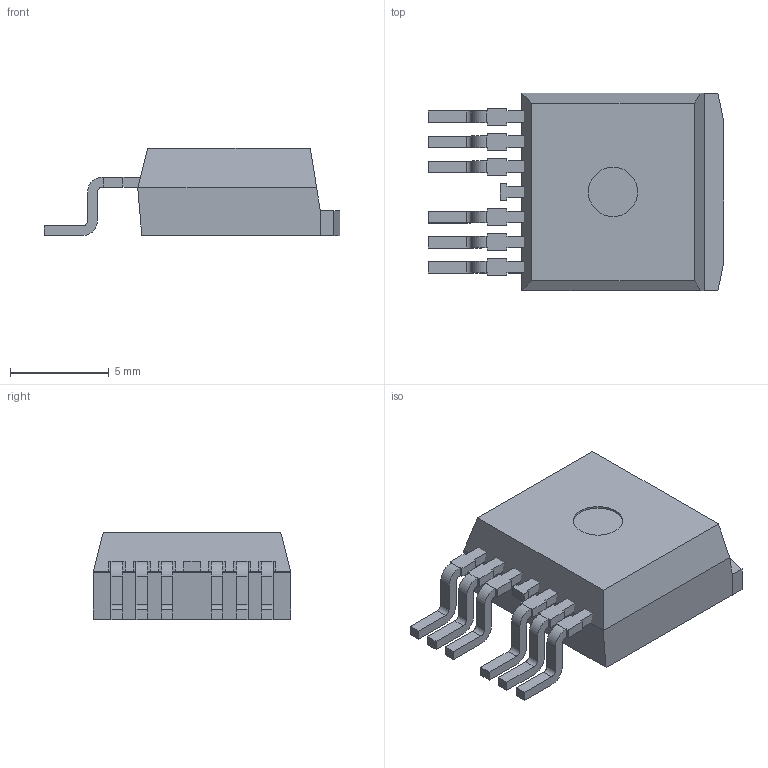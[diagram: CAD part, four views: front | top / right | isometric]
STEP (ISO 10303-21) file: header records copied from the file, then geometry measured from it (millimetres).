
FILE_DESCRIPTION(/* description */ ('model of TO-263-6'),/* implementation_level */ '2;1');
FILE_NAME(/* name */ 'TO-263-6.step',/* time_stamp */ '2023-01-24T23:51:36',/* author */ ('Ray Benitez',''),/* organization */ ('OCCT'),/* preprocessor_version */ '',/* originating_system */ 'KiCAD',/* authorisation */ '');
FILE_SCHEMA(('AUTOMOTIVE_DESIGN { 1 0 10303 214 1 1 1 1 }'));
Length unit declared in the file: millimetre
Products named in the file (8): CQ assembly; a73c469c-9c39-11ed-93f0-dde97e994e83; a73c469d-9c39-11ed-93f0-dde97e994e83; a73c469d-9c39-11ed-93f0-dde97e994e83_part; a73c469e-9c39-11ed-93f0-dde97e994e83; a73c469e-9c39-11ed-93f0-dde97e994e83_part; a73c469f-9c39-11ed-93f0-dde97e994e83; a73c469f-9c39-11ed-93f0-dde97e994e83_part
Assembly tree (7 placements, depth 4):
  CQ assembly
    a73c469c-9c39-11ed-93f0-dde97e994e83
      a73c469d-9c39-11ed-93f0-dde97e994e83
        a73c469d-9c39-11ed-93f0-dde97e994e83_part
      a73c469e-9c39-11ed-93f0-dde97e994e83
        a73c469e-9c39-11ed-93f0-dde97e994e83_part
      a73c469f-9c39-11ed-93f0-dde97e994e83
        a73c469f-9c39-11ed-93f0-dde97e994e83_part
Bounding box: 15 x 10 x 4.42 mm (x, y, z)
Volume: 475.2 mm3; surface area: 603.6 mm2
Topology: 9 solids, 9 shells, 167 faces, 442 edges, 294 vertices
Faces by surface type: plane 142, cylinder 25
Full cylindrical faces by diameter (mm): 2.5 x1
Entity records: 5298 total; most frequent: CARTESIAN_POINT 911, ORIENTED_EDGE 884, DIRECTION 842, EDGE_CURVE 442, LINE 392, VECTOR 392, VERTEX_POINT 294, AXIS2_PLACEMENT_3D 225
